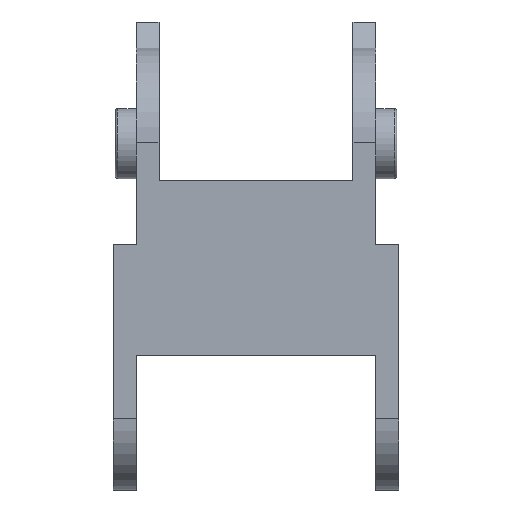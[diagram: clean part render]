
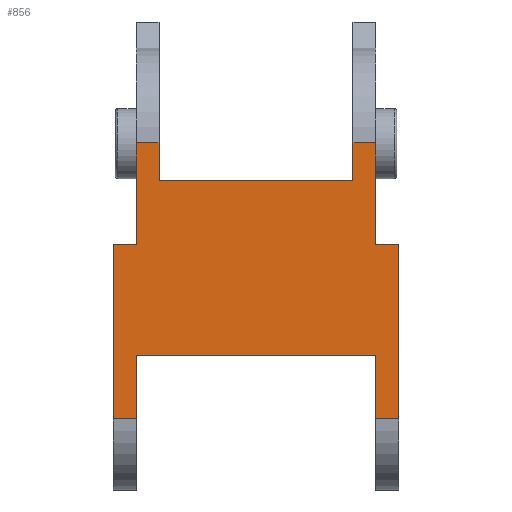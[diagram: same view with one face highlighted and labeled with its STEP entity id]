
A CAD part, top view. The second image highlights one B-rep face of the part: STEP entity #856.
In plain terms, the highlighted planar face has unit normal (0, 0, 1).
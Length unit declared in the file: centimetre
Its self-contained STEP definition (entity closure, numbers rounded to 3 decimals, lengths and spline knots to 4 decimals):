
#76=FACE_OUTER_BOUND('',#122,.T.);
#122=EDGE_LOOP('',(#578,#579,#580,#581,#582,#583,#584,#585,#586,#587,#588,
#589,#590,#591,#592,#593));
#180=LINE('',#1232,#274);
#181=LINE('',#1234,#275);
#182=LINE('',#1236,#276);
#183=LINE('',#1238,#277);
#184=LINE('',#1240,#278);
#185=LINE('',#1242,#279);
#186=LINE('',#1244,#280);
#187=LINE('',#1246,#281);
#188=LINE('',#1248,#282);
#189=LINE('',#1250,#283);
#190=LINE('',#1252,#284);
#191=LINE('',#1254,#285);
#192=LINE('',#1256,#286);
#193=LINE('',#1258,#287);
#194=LINE('',#1260,#288);
#195=LINE('',#1261,#289);
#274=VECTOR('',#984,1.);
#275=VECTOR('',#985,1.);
#276=VECTOR('',#986,1.);
#277=VECTOR('',#987,1.);
#278=VECTOR('',#988,1.);
#279=VECTOR('',#989,1.);
#280=VECTOR('',#990,1.);
#281=VECTOR('',#991,1.);
#282=VECTOR('',#992,1.);
#283=VECTOR('',#993,1.);
#284=VECTOR('',#994,1.);
#285=VECTOR('',#995,1.);
#286=VECTOR('',#996,1.);
#287=VECTOR('',#997,1.);
#288=VECTOR('',#998,1.);
#289=VECTOR('',#999,1.);
#368=VERTEX_POINT('',#1230);
#369=VERTEX_POINT('',#1231);
#370=VERTEX_POINT('',#1233);
#371=VERTEX_POINT('',#1235);
#372=VERTEX_POINT('',#1237);
#373=VERTEX_POINT('',#1239);
#374=VERTEX_POINT('',#1241);
#375=VERTEX_POINT('',#1243);
#376=VERTEX_POINT('',#1245);
#377=VERTEX_POINT('',#1247);
#378=VERTEX_POINT('',#1249);
#379=VERTEX_POINT('',#1251);
#380=VERTEX_POINT('',#1253);
#381=VERTEX_POINT('',#1255);
#382=VERTEX_POINT('',#1257);
#383=VERTEX_POINT('',#1259);
#454=EDGE_CURVE('',#368,#369,#180,.T.);
#455=EDGE_CURVE('',#368,#370,#181,.T.);
#456=EDGE_CURVE('',#370,#371,#182,.T.);
#457=EDGE_CURVE('',#372,#371,#183,.T.);
#458=EDGE_CURVE('',#373,#372,#184,.T.);
#459=EDGE_CURVE('',#373,#374,#185,.T.);
#460=EDGE_CURVE('',#374,#375,#186,.T.);
#461=EDGE_CURVE('',#375,#376,#187,.T.);
#462=EDGE_CURVE('',#377,#376,#188,.T.);
#463=EDGE_CURVE('',#378,#377,#189,.T.);
#464=EDGE_CURVE('',#378,#379,#190,.T.);
#465=EDGE_CURVE('',#379,#380,#191,.T.);
#466=EDGE_CURVE('',#381,#380,#192,.T.);
#467=EDGE_CURVE('',#381,#382,#193,.T.);
#468=EDGE_CURVE('',#382,#383,#194,.T.);
#469=EDGE_CURVE('',#369,#383,#195,.T.);
#578=ORIENTED_EDGE('',*,*,#454,.F.);
#579=ORIENTED_EDGE('',*,*,#455,.T.);
#580=ORIENTED_EDGE('',*,*,#456,.T.);
#581=ORIENTED_EDGE('',*,*,#457,.F.);
#582=ORIENTED_EDGE('',*,*,#458,.F.);
#583=ORIENTED_EDGE('',*,*,#459,.T.);
#584=ORIENTED_EDGE('',*,*,#460,.T.);
#585=ORIENTED_EDGE('',*,*,#461,.T.);
#586=ORIENTED_EDGE('',*,*,#462,.F.);
#587=ORIENTED_EDGE('',*,*,#463,.F.);
#588=ORIENTED_EDGE('',*,*,#464,.T.);
#589=ORIENTED_EDGE('',*,*,#465,.T.);
#590=ORIENTED_EDGE('',*,*,#466,.F.);
#591=ORIENTED_EDGE('',*,*,#467,.T.);
#592=ORIENTED_EDGE('',*,*,#468,.T.);
#593=ORIENTED_EDGE('',*,*,#469,.F.);
#826=PLANE('',#904);
#856=ADVANCED_FACE('',(#76),#826,.T.);
#904=AXIS2_PLACEMENT_3D('',#1229,#982,#983);
#982=DIRECTION('center_axis',(0.,0.,1.));
#983=DIRECTION('ref_axis',(0.,-1.,0.));
#984=DIRECTION('',(0.,1.,0.));
#985=DIRECTION('',(-1.,0.,0.));
#986=DIRECTION('',(0.,-1.,0.));
#987=DIRECTION('',(-1.,0.,0.));
#988=DIRECTION('',(0.,-1.,0.));
#989=DIRECTION('',(1.,0.,0.));
#990=DIRECTION('',(0.,-1.,0.));
#991=DIRECTION('',(1.,0.,0.));
#992=DIRECTION('',(0.,-1.,0.));
#993=DIRECTION('',(1.,0.,0.));
#994=DIRECTION('',(0.,1.,0.));
#995=DIRECTION('',(-1.,0.,0.));
#996=DIRECTION('',(0.,1.,0.));
#997=DIRECTION('',(-1.,0.,0.));
#998=DIRECTION('',(0.,1.,0.));
#999=DIRECTION('',(1.,0.,0.));
#1229=CARTESIAN_POINT('Origin',(0.,1.962,1.531));
#1230=CARTESIAN_POINT('',(-1.914,1.962,1.531));
#1231=CARTESIAN_POINT('',(-1.914,2.7715,1.531));
#1232=CARTESIAN_POINT('',(-1.914,1.962,1.531));
#1233=CARTESIAN_POINT('',(-2.099,1.962,1.531));
#1234=CARTESIAN_POINT('',(-1.0495,1.962,1.531));
#1235=CARTESIAN_POINT('',(-2.099,0.566,1.531));
#1236=CARTESIAN_POINT('',(-2.099,1.962,1.531));
#1237=CARTESIAN_POINT('',(-1.914,0.566,1.531));
#1238=CARTESIAN_POINT('',(-1.914,0.566,1.531));
#1239=CARTESIAN_POINT('',(-1.914,1.07,1.531));
#1240=CARTESIAN_POINT('',(-1.914,1.962,1.531));
#1241=CARTESIAN_POINT('',(0.,1.07,1.531));
#1242=CARTESIAN_POINT('',(-2.099,1.07,1.531));
#1243=CARTESIAN_POINT('',(0.,0.566,1.531));
#1244=CARTESIAN_POINT('',(0.,1.962,1.531));
#1245=CARTESIAN_POINT('',(0.185,0.566,1.531));
#1246=CARTESIAN_POINT('',(0.,0.566,1.531));
#1247=CARTESIAN_POINT('',(0.185,1.962,1.531));
#1248=CARTESIAN_POINT('',(0.185,1.962,1.531));
#1249=CARTESIAN_POINT('',(0.,1.962,1.531));
#1250=CARTESIAN_POINT('',(0.,1.962,1.531));
#1251=CARTESIAN_POINT('',(0.,2.7715,1.531));
#1252=CARTESIAN_POINT('',(0.,1.962,1.531));
#1253=CARTESIAN_POINT('',(-0.182,2.7715,1.531));
#1254=CARTESIAN_POINT('',(0.,2.7715,1.531));
#1255=CARTESIAN_POINT('',(-0.182,2.47,1.531));
#1256=CARTESIAN_POINT('',(-0.182,1.962,1.531));
#1257=CARTESIAN_POINT('',(-1.732,2.47,1.531));
#1258=CARTESIAN_POINT('',(0.185,2.47,1.531));
#1259=CARTESIAN_POINT('',(-1.732,2.7715,1.531));
#1260=CARTESIAN_POINT('',(-1.732,1.962,1.531));
#1261=CARTESIAN_POINT('',(-1.914,2.7715,1.531));
